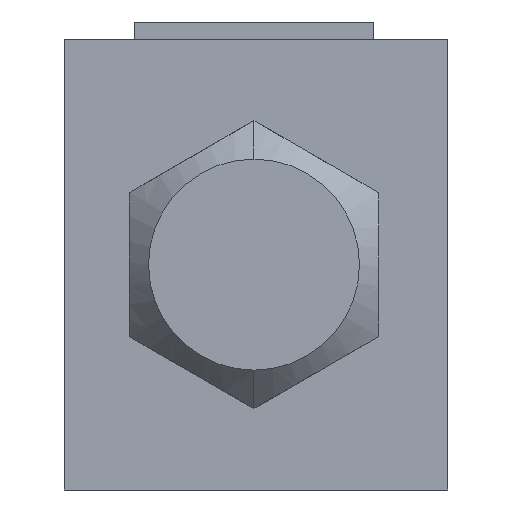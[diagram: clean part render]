
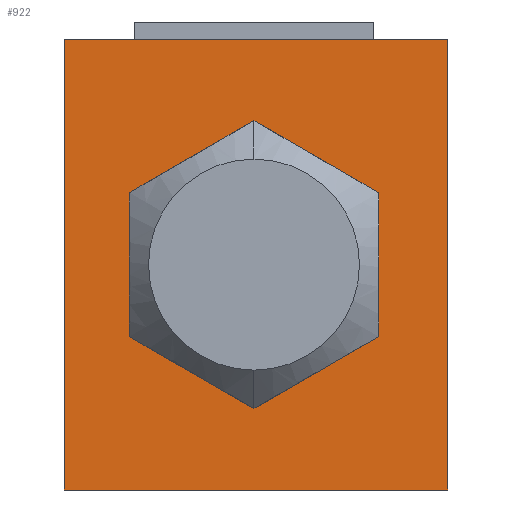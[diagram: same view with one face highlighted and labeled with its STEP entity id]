
A CAD part, left-side view. The second image highlights one B-rep face of the part: STEP entity #922.
In plain terms, the highlighted planar face has unit normal (-1, 0, 0).
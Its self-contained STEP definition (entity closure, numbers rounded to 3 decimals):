
#10 = CARTESIAN_POINT ( 'NONE',  ( -32.5, 20.21, 15.01 ) ) ;
#13 = LINE ( 'NONE', #4560, #1178 ) ;
#43 = CARTESIAN_POINT ( 'NONE',  ( -32.5, 40., -23.5 ) ) ;
#114 = DIRECTION ( 'NONE',  ( 0., 0., 1. ) ) ;
#174 = VECTOR ( 'NONE', #1794, 1000. ) ;
#343 = ORIENTED_EDGE ( 'NONE', *, *, #3521, .F. ) ;
#348 = DIRECTION ( 'NONE',  ( 0., 0.866, 0.5 ) ) ;
#394 = VECTOR ( 'NONE', #3886, 1000. ) ;
#460 = CARTESIAN_POINT ( 'NONE',  ( -32.5, 7.211, 7.505 ) ) ;
#465 = VERTEX_POINT ( 'NONE', #3963 ) ;
#546 = VECTOR ( 'NONE', #114, 1000. ) ;
#563 = DIRECTION ( 'NONE',  ( 0., -1., 0. ) ) ;
#565 = LINE ( 'NONE', #906, #4221 ) ;
#744 = EDGE_CURVE ( 'NONE', #3198, #1550, #1785, .T. ) ;
#767 = EDGE_CURVE ( 'NONE', #2228, #4239, #1722, .T. ) ;
#841 = FACE_BOUND ( 'NONE', #2659, .T. ) ;
#853 = LINE ( 'NONE', #2276, #2585 ) ;
#889 = VERTEX_POINT ( 'NONE', #2947 ) ;
#906 = CARTESIAN_POINT ( 'NONE',  ( -32.5, 40., -23.5 ) ) ;
#914 = VECTOR ( 'NONE', #1135, 1000. ) ;
#922 = ADVANCED_FACE ( 'NONE', ( #4024, #841 ), #2548, .F. ) ;
#936 = VERTEX_POINT ( 'NONE', #43 ) ;
#1073 = CARTESIAN_POINT ( 'NONE',  ( -32.5, 20.21, 15.01 ) ) ;
#1135 = DIRECTION ( 'NONE',  ( 0., -1., 0. ) ) ;
#1155 = ORIENTED_EDGE ( 'NONE', *, *, #1159, .F. ) ;
#1159 = EDGE_CURVE ( 'NONE', #2654, #889, #853, .T. ) ;
#1178 = VECTOR ( 'NONE', #2133, 1000. ) ;
#1405 = ORIENTED_EDGE ( 'NONE', *, *, #3924, .F. ) ;
#1425 = ORIENTED_EDGE ( 'NONE', *, *, #2118, .F. ) ;
#1460 = CARTESIAN_POINT ( 'NONE',  ( -32.5, 40., 23.5 ) ) ;
#1530 = ORIENTED_EDGE ( 'NONE', *, *, #2472, .F. ) ;
#1550 = VERTEX_POINT ( 'NONE', #1666 ) ;
#1666 = CARTESIAN_POINT ( 'NONE',  ( -32.5, 0., 23.5 ) ) ;
#1722 = LINE ( 'NONE', #3906, #4260 ) ;
#1785 = LINE ( 'NONE', #3201, #394 ) ;
#1794 = DIRECTION ( 'NONE',  ( 0., 0.866, -0.5 ) ) ;
#1832 = CARTESIAN_POINT ( 'NONE',  ( -32.5, 40., -23.5 ) ) ;
#2012 = EDGE_CURVE ( 'NONE', #936, #3773, #565, .T. ) ;
#2102 = VECTOR ( 'NONE', #4219, 1000. ) ;
#2118 = EDGE_CURVE ( 'NONE', #889, #465, #13, .T. ) ;
#2133 = DIRECTION ( 'NONE',  ( 0., -0.866, -0.5 ) ) ;
#2206 = DIRECTION ( 'NONE',  ( 0., 0., -1. ) ) ;
#2212 = LINE ( 'NONE', #1073, #174 ) ;
#2228 = VERTEX_POINT ( 'NONE', #460 ) ;
#2269 = CARTESIAN_POINT ( 'NONE',  ( -32.5, 33.209, 7.505 ) ) ;
#2276 = CARTESIAN_POINT ( 'NONE',  ( -32.5, 33.209, 7.505 ) ) ;
#2282 = CARTESIAN_POINT ( 'NONE',  ( -32.5, 0., -23.5 ) ) ;
#2333 = EDGE_LOOP ( 'NONE', ( #2415, #3031, #4140, #3796 ) ) ;
#2415 = ORIENTED_EDGE ( 'NONE', *, *, #744, .T. ) ;
#2468 = CARTESIAN_POINT ( 'NONE',  ( -32.5, 20.21, -15.01 ) ) ;
#2472 = EDGE_CURVE ( 'NONE', #465, #2728, #4574, .T. ) ;
#2501 = CARTESIAN_POINT ( 'NONE',  ( -32.5, 40., -23.5 ) ) ;
#2527 = VECTOR ( 'NONE', #563, 1000. ) ;
#2548 = PLANE ( 'NONE',  #3568 ) ;
#2585 = VECTOR ( 'NONE', #4061, 1000. ) ;
#2654 = VERTEX_POINT ( 'NONE', #2269 ) ;
#2659 = EDGE_LOOP ( 'NONE', ( #4396, #1405, #1530, #1425, #1155, #343 ) ) ;
#2728 = VERTEX_POINT ( 'NONE', #3343 ) ;
#2748 = EDGE_CURVE ( 'NONE', #936, #3198, #4019, .T. ) ;
#2947 = CARTESIAN_POINT ( 'NONE',  ( -32.5, 33.209, -7.505 ) ) ;
#3031 = ORIENTED_EDGE ( 'NONE', *, *, #3912, .F. ) ;
#3198 = VERTEX_POINT ( 'NONE', #2282 ) ;
#3201 = CARTESIAN_POINT ( 'NONE',  ( -32.5, 0., -23.5 ) ) ;
#3219 = LINE ( 'NONE', #1460, #2527 ) ;
#3343 = CARTESIAN_POINT ( 'NONE',  ( -32.5, 7.211, -7.505 ) ) ;
#3367 = LINE ( 'NONE', #4425, #546 ) ;
#3438 = DIRECTION ( 'NONE',  ( 0., 0., 1. ) ) ;
#3506 = CARTESIAN_POINT ( 'NONE',  ( -32.5, 40., 23.5 ) ) ;
#3521 = EDGE_CURVE ( 'NONE', #4239, #2654, #2212, .T. ) ;
#3568 = AXIS2_PLACEMENT_3D ( 'NONE', #2501, #3930, #2206 ) ;
#3773 = VERTEX_POINT ( 'NONE', #3506 ) ;
#3796 = ORIENTED_EDGE ( 'NONE', *, *, #2748, .T. ) ;
#3886 = DIRECTION ( 'NONE',  ( 0., 0., 1. ) ) ;
#3906 = CARTESIAN_POINT ( 'NONE',  ( -32.5, 7.211, 7.505 ) ) ;
#3912 = EDGE_CURVE ( 'NONE', #3773, #1550, #3219, .T. ) ;
#3924 = EDGE_CURVE ( 'NONE', #2728, #2228, #3367, .T. ) ;
#3930 = DIRECTION ( 'NONE',  ( 1., 0., 0. ) ) ;
#3963 = CARTESIAN_POINT ( 'NONE',  ( -32.5, 20.21, -15.01 ) ) ;
#4019 = LINE ( 'NONE', #1832, #914 ) ;
#4024 = FACE_OUTER_BOUND ( 'NONE', #2333, .T. ) ;
#4061 = DIRECTION ( 'NONE',  ( 0., 0., -1. ) ) ;
#4140 = ORIENTED_EDGE ( 'NONE', *, *, #2012, .F. ) ;
#4219 = DIRECTION ( 'NONE',  ( 0., -0.866, 0.5 ) ) ;
#4221 = VECTOR ( 'NONE', #3438, 1000. ) ;
#4239 = VERTEX_POINT ( 'NONE', #10 ) ;
#4260 = VECTOR ( 'NONE', #348, 1000. ) ;
#4396 = ORIENTED_EDGE ( 'NONE', *, *, #767, .F. ) ;
#4425 = CARTESIAN_POINT ( 'NONE',  ( -32.5, 7.211, -7.505 ) ) ;
#4560 = CARTESIAN_POINT ( 'NONE',  ( -32.5, 33.209, -7.505 ) ) ;
#4574 = LINE ( 'NONE', #2468, #2102 ) ;
